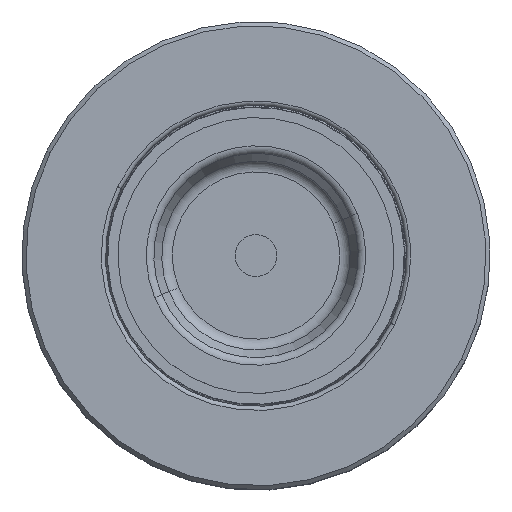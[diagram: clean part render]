
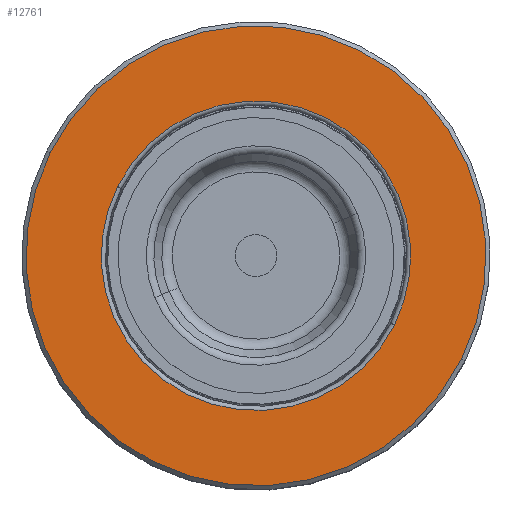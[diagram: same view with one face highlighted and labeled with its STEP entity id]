
A CAD part, top view. The second image highlights one B-rep face of the part: STEP entity #12761.
In plain terms, the highlighted face is planar.
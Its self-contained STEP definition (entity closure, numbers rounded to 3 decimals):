
#533 = DIRECTION ( 'NONE',  ( 0., 0., -1. ) ) ;
#701 = DIRECTION ( 'NONE',  ( 0., 0., -1. ) ) ;
#1083 = CARTESIAN_POINT ( 'NONE',  ( 0., 18.687, 0. ) ) ;
#2369 = VERTEX_POINT ( 'NONE', #12766 ) ;
#3625 = VERTEX_POINT ( 'NONE', #46619 ) ;
#5421 = PLANE ( 'NONE',  #30751 ) ;
#5769 = EDGE_CURVE ( 'NONE', #3625, #24354, #41525, .T. ) ;
#8148 = DIRECTION ( 'NONE',  ( 0., -1., 0. ) ) ;
#8483 = DIRECTION ( 'NONE',  ( 0., 0., 1. ) ) ;
#8530 = EDGE_CURVE ( 'NONE', #2369, #31704, #18926, .T. ) ;
#8949 = CARTESIAN_POINT ( 'NONE',  ( 27.5, 18.687, 0. ) ) ;
#10650 = CARTESIAN_POINT ( 'NONE',  ( 0., 18.687, 0. ) ) ;
#11257 = EDGE_CURVE ( 'NONE', #24354, #3625, #20163, .T. ) ;
#12488 = CARTESIAN_POINT ( 'NONE',  ( 0., 18.687, 0. ) ) ;
#12761 = ADVANCED_FACE ( 'NONE', ( #26413, #20070 ), #5421, .T. ) ;
#12766 = CARTESIAN_POINT ( 'NONE',  ( 0., 18.687, -18.5 ) ) ;
#12794 = AXIS2_PLACEMENT_3D ( 'NONE', #10650, #44435, #701 ) ;
#14032 = ORIENTED_EDGE ( 'NONE', *, *, #5769, .F. ) ;
#16164 = DIRECTION ( 'NONE',  ( 0., 1., 0. ) ) ;
#18926 = CIRCLE ( 'NONE', #33161, 18.5 ) ;
#19481 = CIRCLE ( 'NONE', #12794, 18.5 ) ;
#20070 = FACE_OUTER_BOUND ( 'NONE', #32366, .T. ) ;
#20163 = CIRCLE ( 'NONE', #31316, 27.5 ) ;
#22353 = CARTESIAN_POINT ( 'NONE',  ( 0., 18.687, 0. ) ) ;
#24354 = VERTEX_POINT ( 'NONE', #46902 ) ;
#25190 = ORIENTED_EDGE ( 'NONE', *, *, #8530, .T. ) ;
#26413 = FACE_BOUND ( 'NONE', #38249, .T. ) ;
#27337 = EDGE_CURVE ( 'NONE', #31704, #2369, #19481, .T. ) ;
#30321 = AXIS2_PLACEMENT_3D ( 'NONE', #1083, #8148, #45152 ) ;
#30751 = AXIS2_PLACEMENT_3D ( 'NONE', #8949, #16164, #8483 ) ;
#31316 = AXIS2_PLACEMENT_3D ( 'NONE', #22353, #44264, #533 ) ;
#31704 = VERTEX_POINT ( 'NONE', #41129 ) ;
#32366 = EDGE_LOOP ( 'NONE', ( #39378, #14032 ) ) ;
#33161 = AXIS2_PLACEMENT_3D ( 'NONE', #12488, #45667, #34723 ) ;
#34723 = DIRECTION ( 'NONE',  ( 0., 0., -1. ) ) ;
#38249 = EDGE_LOOP ( 'NONE', ( #25190, #39350 ) ) ;
#39350 = ORIENTED_EDGE ( 'NONE', *, *, #27337, .T. ) ;
#39378 = ORIENTED_EDGE ( 'NONE', *, *, #11257, .F. ) ;
#41129 = CARTESIAN_POINT ( 'NONE',  ( 0., 18.687, 18.5 ) ) ;
#41525 = CIRCLE ( 'NONE', #30321, 27.5 ) ;
#44264 = DIRECTION ( 'NONE',  ( 0., -1., 0. ) ) ;
#44435 = DIRECTION ( 'NONE',  ( 0., -1., 0. ) ) ;
#45152 = DIRECTION ( 'NONE',  ( 0., 0., -1. ) ) ;
#45667 = DIRECTION ( 'NONE',  ( 0., -1., 0. ) ) ;
#46619 = CARTESIAN_POINT ( 'NONE',  ( 0., 18.687, 27.5 ) ) ;
#46902 = CARTESIAN_POINT ( 'NONE',  ( 0., 18.687, -27.5 ) ) ;
